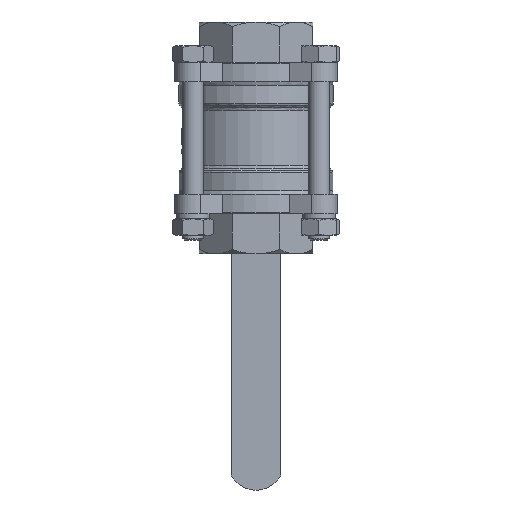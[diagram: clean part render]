
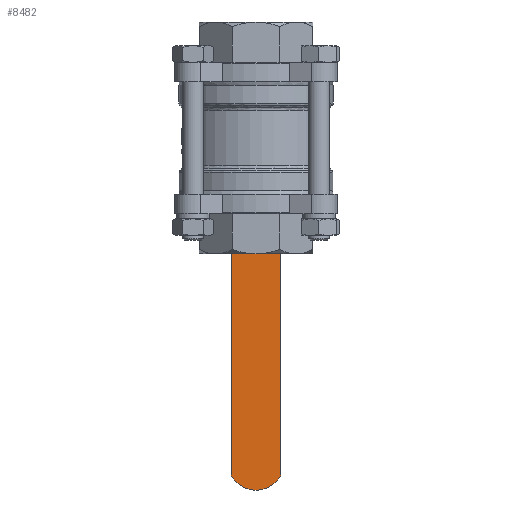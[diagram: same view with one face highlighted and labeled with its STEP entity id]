
A CAD part, front view. The second image highlights one B-rep face of the part: STEP entity #8482.
In plain terms, the highlighted planar face has unit normal (0, -1, 0).
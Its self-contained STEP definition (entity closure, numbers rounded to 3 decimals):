
#517=LINE('',#15250,#1018);
#518=LINE('',#15253,#1019);
#519=LINE('',#15257,#1020);
#1018=VECTOR('',#11579,1000.);
#1019=VECTOR('',#11580,1000.);
#1020=VECTOR('',#11583,1000.);
#1393=PLANE('',#9392);
#1781=CIRCLE('',#9393,13.5);
#4076=ORIENTED_EDGE('',*,*,#5432,.T.);
#4077=ORIENTED_EDGE('',*,*,#5433,.T.);
#4078=ORIENTED_EDGE('',*,*,#5434,.T.);
#4079=ORIENTED_EDGE('',*,*,#5435,.T.);
#5432=EDGE_CURVE('',#6275,#6276,#517,.T.);
#5433=EDGE_CURVE('',#6276,#6277,#518,.T.);
#5434=EDGE_CURVE('',#6277,#6278,#1781,.F.);
#5435=EDGE_CURVE('',#6278,#6275,#519,.T.);
#6275=VERTEX_POINT('',#15251);
#6276=VERTEX_POINT('',#15252);
#6277=VERTEX_POINT('',#15254);
#6278=VERTEX_POINT('',#15256);
#7223=EDGE_LOOP('',(#4076,#4077,#4078,#4079));
#7832=FACE_BOUND('',#7223,.T.);
#8482=ADVANCED_FACE('',(#7832),#1393,.F.);
#9392=AXIS2_PLACEMENT_3D('',#15249,#11577,#11578);
#9393=AXIS2_PLACEMENT_3D('',#15255,#11581,#11582);
#11577=DIRECTION('',(0.,1.,0.));
#11578=DIRECTION('',(0.,0.,1.));
#11579=DIRECTION('',(-1.,0.,0.));
#11580=DIRECTION('',(0.,0.,-1.));
#11581=DIRECTION('',(0.,1.,0.));
#11582=DIRECTION('',(0.,0.,1.));
#11583=DIRECTION('',(0.,0.,1.));
#15249=CARTESIAN_POINT('',(13.25,29.5,-55.571));
#15250=CARTESIAN_POINT('',(13.25,29.5,-55.778));
#15251=CARTESIAN_POINT('',(12.,29.5,-55.778));
#15252=CARTESIAN_POINT('',(-12.,29.5,-55.778));
#15253=CARTESIAN_POINT('',(-12.,29.5,-55.571));
#15254=CARTESIAN_POINT('',(-12.,29.5,-162.685));
#15255=CARTESIAN_POINT('',(0.,29.5,-156.5));
#15256=CARTESIAN_POINT('',(12.,29.5,-162.685));
#15257=CARTESIAN_POINT('',(12.,29.5,-55.571));
